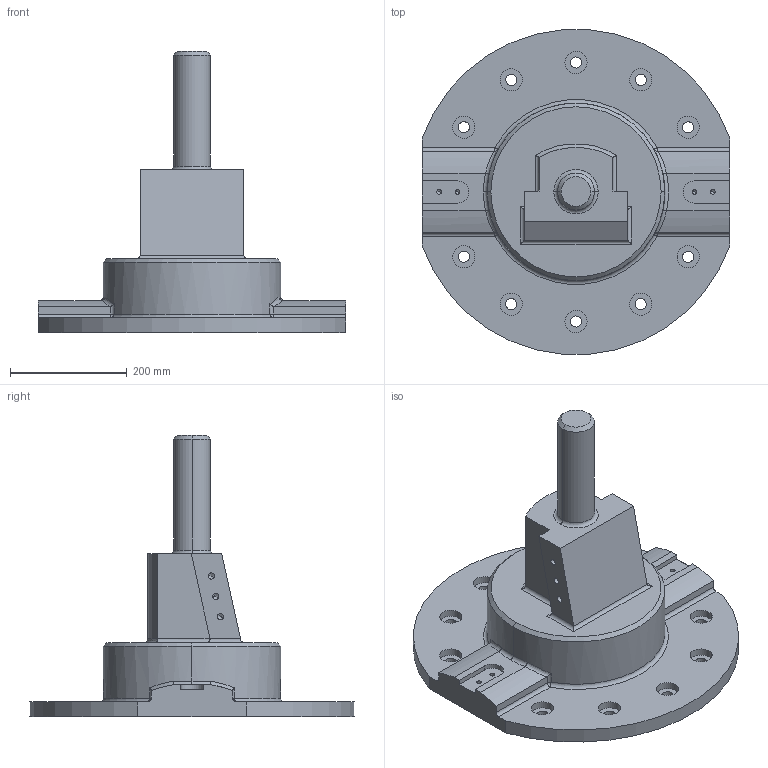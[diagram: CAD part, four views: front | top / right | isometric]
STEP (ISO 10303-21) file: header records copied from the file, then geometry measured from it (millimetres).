
FILE_DESCRIPTION(('CTC-05 geometry with PMI representation and/or presentation','from the NIST MBE PMI Validation and Conformance Testing Project','https://go.usa.gov/mGVm'),'2;1');
FILE_NAME('nist_ctc_05_asme1_ap242-2.stp','2015-01-21T09:27:23+00:00',(''),(''),'','','');
FILE_SCHEMA(('AP242_MANAGED_MODEL_BASED_3D_ENGINEERING_MIM_LF {1 0 10303 442 1 1 4}'));
Length unit declared in the file: millimetre
Products named in the file (1): NIST PMI CTC 05 ASME1
Bounding box: 527.05 x 556.92 x 482.6 mm (x, y, z)
Volume: 12694911.7 mm3; surface area: 862855.4 mm2
Topology: 1 solids, 2 shells, 205 faces, 528 edges, 328 vertices
Faces by surface type: cylinder 100, plane 63, cone 26, torus 8, sphere 4, bspline 4
Entity records: 6975 total; most frequent: CARTESIAN_POINT 1569, ORIENTED_EDGE 1002, DIRECTION 791, EDGE_CURVE 503, AXIS2_PLACEMENT_3D 369, VERTEX_POINT 326, VECTOR 262, LINE 262
